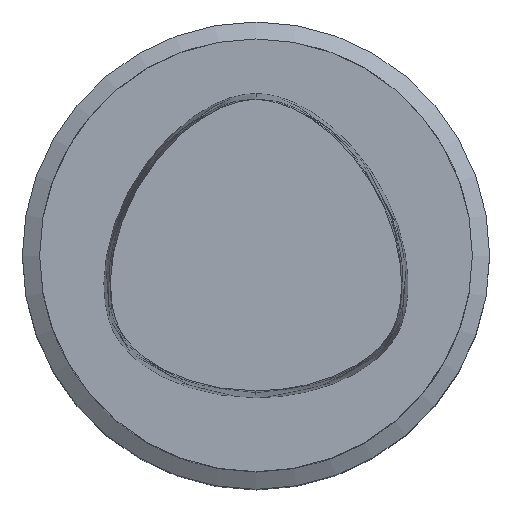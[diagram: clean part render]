
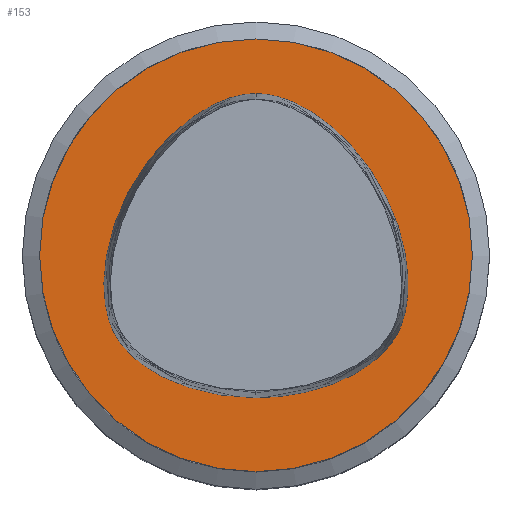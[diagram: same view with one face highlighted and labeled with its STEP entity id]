
A CAD part, top view. The second image highlights one B-rep face of the part: STEP entity #153.
In plain terms, the highlighted planar face has unit normal (0, 0, 1).
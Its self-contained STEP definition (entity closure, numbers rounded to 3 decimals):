
#110=FACE_OUTER_BOUND('',#206,.T.);
#131=PLANE('',#440);
#153=ADVANCED_FACE('',(#110),#131,.F.);
#206=EDGE_LOOP('',(#254));
#254=ORIENTED_EDGE('',*,*,#359,.F.);
#323=VERTEX_POINT('',#617);
#359=EDGE_CURVE('',#323,#323,#389,.T.);
#389=CIRCLE('',#439,25.);
#439=AXIS2_PLACEMENT_3D('',#616,#520,#521);
#440=AXIS2_PLACEMENT_3D('',#618,#522,#523);
#520=DIRECTION('',(0.,0.,-1.));
#521=DIRECTION('',(0.,-1.,0.));
#522=DIRECTION('',(0.,0.,-1.));
#523=DIRECTION('',(-1.,0.,0.));
#616=CARTESIAN_POINT('',(0.,0.,0.));
#617=CARTESIAN_POINT('',(0.,-25.,0.));
#618=CARTESIAN_POINT('',(0.,0.,0.));
